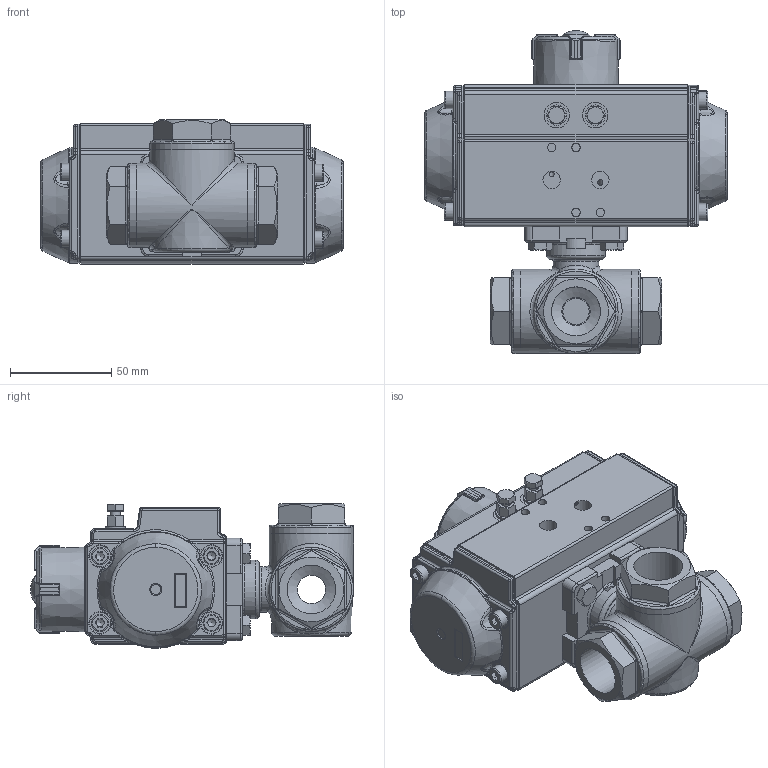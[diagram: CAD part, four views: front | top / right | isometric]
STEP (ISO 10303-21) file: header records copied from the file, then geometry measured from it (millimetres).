
FILE_DESCRIPTION(/* description */ ('Unknown'),/* implementation_level */ '2;1');
FILE_NAME(/* name */ 'PD02 9338_9339-05',/* time_stamp */ '2025-03-25T11:45:34+01:00',/* author */ ('Unknown'),/* organization */ ('Unknown'),/* preprocessor_version */ 'ST-DEVELOPER v19.4',/* originating_system */ 'Solid Edge',/* authorisation */ 'Unknown');
FILE_SCHEMA (('AUTOMOTIVE_DESIGN {1 0 10303 214 3 1 1}'));
Products named in the file (23): PD02 9338_9339-05; 9339-05; DN20 CAP; DN20 BODY GASKET; NUT  M14 GB _GB_FASTENER_NUT_STNAB M14-C; DN20 STEM; DN20 BODY; DN20 Nut Stopper; PD02_PE01; vt50-2016-06-25; hex bolt gradeab_din_ISO 4014 - M5 x 25 x 16-N; huosai50; vt50-2016-06-25 _______MIR; zhou50; VTE50____; plain washers-n series-grade a gb_GB_FASTENER_WASHER_PWNA 5; hex nut gradec_din_Hexagon Nut ISO 4034 - M5 - N; Optische Anzeige; ______; ________(___________; cup head nib bolts with large head gb_GB_FASTENER_BOLT_CHNBW M6X25-N; socket head cap screw_din_DIN 912 M5 x 16 --- 16N; DIN 933 M6x18 A2-70 BLK_EDST
Assembly tree (43 placements, depth 4):
  PD02 9338_9339-05
    9339-05
      DN20 CAP  x3
      DN20 BODY GASKET  x3
      NUT  M14 GB _GB_FASTENER_NUT_STNAB M14-C
      DN20 STEM
      DN20 BODY
      DN20 Nut Stopper
    PD02_PE01
      vt50-2016-06-25
      hex bolt gradeab_din_ISO 4014 - M5 x 25 x 16-N  x2
      huosai50  x2
      vt50-2016-06-25 _______MIR
      zhou50
      VTE50____
      plain washers-n series-grade a gb_GB_FASTENER_WASHER_PWNA 5  x2
      hex nut gradec_din_Hexagon Nut ISO 4034 - M5 - N  x2
      Optische Anzeige
        ______
        ________(___________  x4
        cup head nib bolts with large head gb_GB_FASTENER_BOLT_CHNBW M6X25-N
      socket head cap screw_din_DIN 912 M5 x 16 --- 16N  x8
    DIN 933 M6x18 A2-70 BLK_EDST  x4
Bounding box: 149.4 x 159.35 x 71.13 mm (x, y, z)
Volume: 501349.1 mm3; surface area: 198875.5 mm2
Topology: 40 solids, 40 shells, 3036 faces, 7423 edges, 4591 vertices
Faces by surface type: plane 1086, cylinder 796, bspline 526, torus 311, cone 284, sphere 33
Full cylindrical faces by diameter (mm): 2.5 x2, 3 x16, 3.3 x8, 4.134 x20, 4.2 x2, 4.66 x1, 4.917 x7, 5 x12, 5.3 x2, 5.5 x1, 6 x5, 6.2 x1, 8 x2, 8.5 x8, 8.566 x2, 10 x8, 11 x2, 11.4 x1, 11.835 x1, 12 x2, 12.5 x2, 12.9 x1, 13 x12, 13.5 x2, 14 x10, 14.1 x1, 15 x1, 16.5 x3, 16.7 x1, 17.5 x1
Entity records: 86916 total; most frequent: CARTESIAN_POINT 40315, ORIENTED_EDGE 9808, DIRECTION 8409, EDGE_CURVE 4904, VERTEX_POINT 3272, AXIS2_PLACEMENT_3D 3213, FACE_BOUND 2672, EDGE_LOOP 2651
